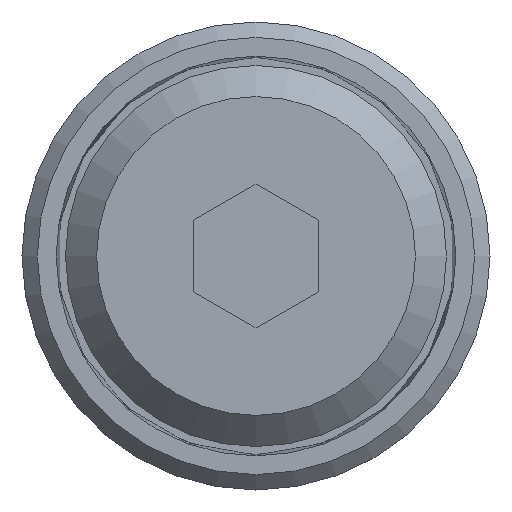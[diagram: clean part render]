
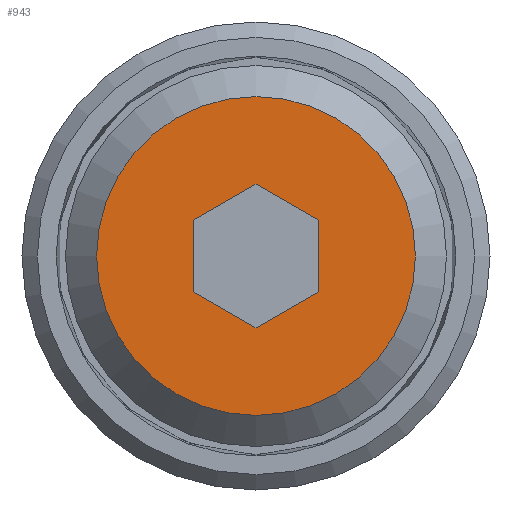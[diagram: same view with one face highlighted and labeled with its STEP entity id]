
A CAD part, front view. The second image highlights one B-rep face of the part: STEP entity #943.
In plain terms, the highlighted face is planar.
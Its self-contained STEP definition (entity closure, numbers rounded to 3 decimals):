
#57=FACE_BOUND('',#157,.T.);
#73=PLANE('',#1094);
#105=FACE_OUTER_BOUND('',#156,.T.);
#156=EDGE_LOOP('',(#679));
#157=EDGE_LOOP('',(#680,#681,#682,#683,#684,#685));
#207=LINE('',#1560,#256);
#210=LINE('',#1566,#259);
#213=LINE('',#1572,#262);
#216=LINE('',#1578,#265);
#219=LINE('',#1584,#268);
#222=LINE('',#1588,#271);
#256=VECTOR('',#1235,10.);
#259=VECTOR('',#1240,10.);
#262=VECTOR('',#1245,10.);
#265=VECTOR('',#1250,10.);
#268=VECTOR('',#1255,10.);
#271=VECTOR('',#1260,10.);
#306=CIRCLE('',#1088,10.25);
#388=VERTEX_POINT('',#1557);
#389=VERTEX_POINT('',#1559);
#391=VERTEX_POINT('',#1565);
#393=VERTEX_POINT('',#1571);
#395=VERTEX_POINT('',#1577);
#397=VERTEX_POINT('',#1583);
#398=VERTEX_POINT('',#1591);
#492=EDGE_CURVE('',#389,#388,#207,.T.);
#495=EDGE_CURVE('',#391,#389,#210,.T.);
#498=EDGE_CURVE('',#393,#391,#213,.T.);
#501=EDGE_CURVE('',#395,#393,#216,.T.);
#504=EDGE_CURVE('',#397,#395,#219,.T.);
#507=EDGE_CURVE('',#388,#397,#222,.T.);
#508=EDGE_CURVE('',#398,#398,#306,.T.);
#679=ORIENTED_EDGE('',*,*,#508,.F.);
#680=ORIENTED_EDGE('',*,*,#492,.T.);
#681=ORIENTED_EDGE('',*,*,#507,.T.);
#682=ORIENTED_EDGE('',*,*,#504,.T.);
#683=ORIENTED_EDGE('',*,*,#501,.T.);
#684=ORIENTED_EDGE('',*,*,#498,.T.);
#685=ORIENTED_EDGE('',*,*,#495,.T.);
#943=ADVANCED_FACE('',(#105,#57),#73,.T.);
#1088=AXIS2_PLACEMENT_3D('',#1592,#1265,#1266);
#1094=AXIS2_PLACEMENT_3D('',#1604,#1279,#1280);
#1235=DIRECTION('',(0.866,0.,-0.5));
#1240=DIRECTION('',(0.,0.,-1.));
#1245=DIRECTION('',(-0.866,0.,-0.5));
#1250=DIRECTION('',(-0.866,0.,0.5));
#1255=DIRECTION('',(0.,0.,1.));
#1260=DIRECTION('',(0.866,0.,0.5));
#1265=DIRECTION('center_axis',(0.,-1.,0.));
#1266=DIRECTION('ref_axis',(1.,0.,0.));
#1279=DIRECTION('center_axis',(0.,1.,0.));
#1280=DIRECTION('ref_axis',(0.,0.,1.));
#1557=CARTESIAN_POINT('',(0.,74.,-4.619));
#1559=CARTESIAN_POINT('',(-4.,74.,-2.309));
#1560=CARTESIAN_POINT('',(-3.297,74.,-2.715));
#1565=CARTESIAN_POINT('',(-4.,74.,2.309));
#1566=CARTESIAN_POINT('',(-4.,74.,-1.155));
#1571=CARTESIAN_POINT('',(0.,74.,4.619));
#1572=CARTESIAN_POINT('',(-5.297,74.,1.561));
#1577=CARTESIAN_POINT('',(4.,74.,2.309));
#1578=CARTESIAN_POINT('',(-1.297,74.,5.368));
#1583=CARTESIAN_POINT('',(4.,74.,-2.309));
#1584=CARTESIAN_POINT('',(4.,74.,1.155));
#1588=CARTESIAN_POINT('',(0.703,74.,-4.213));
#1591=CARTESIAN_POINT('',(-10.25,74.,0.));
#1592=CARTESIAN_POINT('Origin',(0.,74.,0.));
#1604=CARTESIAN_POINT('Origin',(-6.125,74.,0.));
